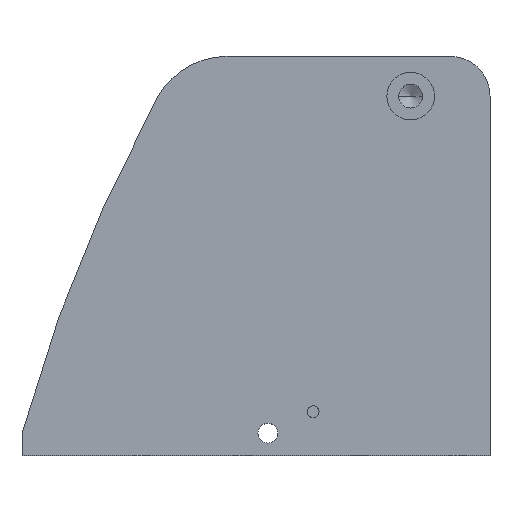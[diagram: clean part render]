
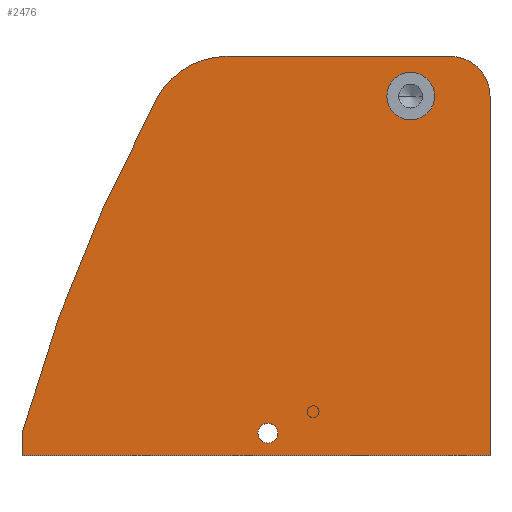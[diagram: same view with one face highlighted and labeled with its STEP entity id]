
A CAD part, top view. The second image highlights one B-rep face of the part: STEP entity #2476.
In plain terms, the highlighted planar face has unit normal (0, 0, 1).
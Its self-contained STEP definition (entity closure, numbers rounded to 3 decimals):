
#18 = DIRECTION ( 'NONE',  ( 0., 0., 1. ) ) ;
#34 = CARTESIAN_POINT ( 'NONE',  ( -50.884, 39.549, 7.5 ) ) ;
#45 = VERTEX_POINT ( 'NONE', #1171 ) ;
#47 = VERTEX_POINT ( 'NONE', #1920 ) ;
#153 = CARTESIAN_POINT ( 'NONE',  ( -85., -45., 7.5 ) ) ;
#158 = LINE ( 'NONE', #1884, #1782 ) ;
#171 = VERTEX_POINT ( 'NONE', #998 ) ;
#183 = ORIENTED_EDGE ( 'NONE', *, *, #1606, .T. ) ;
#253 = ORIENTED_EDGE ( 'NONE', *, *, #1836, .T. ) ;
#256 = ORIENTED_EDGE ( 'NONE', *, *, #1284, .T. ) ;
#276 = ORIENTED_EDGE ( 'NONE', *, *, #657, .F. ) ;
#361 = CARTESIAN_POINT ( 'NONE',  ( -20.5, -45., 7.5 ) ) ;
#367 = DIRECTION ( 'NONE',  ( 0., 0., 1. ) ) ;
#389 = VECTOR ( 'NONE', #407, 1000. ) ;
#407 = DIRECTION ( 'NONE',  ( 1., 0., 0. ) ) ;
#409 = CARTESIAN_POINT ( 'NONE',  ( -33.31, 30., 7.5 ) ) ;
#426 = AXIS2_PLACEMENT_3D ( 'NONE', #1892, #1499, #915 ) ;
#461 = CIRCLE ( 'NONE', #1991, 4. ) ;
#492 = CARTESIAN_POINT ( 'NONE',  ( 13., 40., 7.5 ) ) ;
#517 = LINE ( 'NONE', #873, #2527 ) ;
#593 = DIRECTION ( 'NONE',  ( 1., 0., 0. ) ) ;
#657 = EDGE_CURVE ( 'NONE', #660, #47, #1947, .T. ) ;
#660 = VERTEX_POINT ( 'NONE', #361 ) ;
#679 = EDGE_CURVE ( 'NONE', #45, #1637, #916, .T. ) ;
#684 = ORIENTED_EDGE ( 'NONE', *, *, #793, .F. ) ;
#748 = EDGE_LOOP ( 'NONE', ( #684, #2483 ) ) ;
#790 = DIRECTION ( 'NONE',  ( 0., 0., 1. ) ) ;
#793 = EDGE_CURVE ( 'NONE', #2170, #1187, #461, .T. ) ;
#835 = LINE ( 'NONE', #1247, #930 ) ;
#842 = ORIENTED_EDGE ( 'NONE', *, *, #679, .T. ) ;
#863 = CIRCLE ( 'NONE', #426, 10. ) ;
#865 = EDGE_CURVE ( 'NONE', #1187, #2170, #2225, .T. ) ;
#873 = CARTESIAN_POINT ( 'NONE',  ( -45., 50., 7.5 ) ) ;
#905 = DIRECTION ( 'NONE',  ( 0., 0., -1. ) ) ;
#915 = DIRECTION ( 'NONE',  ( -1., 0., 0. ) ) ;
#916 = LINE ( 'NONE', #1169, #389 ) ;
#930 = VECTOR ( 'NONE', #1625, 1000. ) ;
#937 = EDGE_LOOP ( 'NONE', ( #276, #1980 ) ) ;
#963 = CIRCLE ( 'NONE', #1704, 2.5 ) ;
#998 = CARTESIAN_POINT ( 'NONE',  ( -33.31, 50., 7.5 ) ) ;
#1028 = ORIENTED_EDGE ( 'NONE', *, *, #2495, .F. ) ;
#1086 = EDGE_LOOP ( 'NONE', ( #2397, #253, #256, #183, #1899, #1028, #842 ) ) ;
#1110 = DIRECTION ( 'NONE',  ( -1., 0., 0. ) ) ;
#1169 = CARTESIAN_POINT ( 'NONE',  ( -45., -50.6, 7.5 ) ) ;
#1171 = CARTESIAN_POINT ( 'NONE',  ( -85., -50.6, 7.5 ) ) ;
#1187 = VERTEX_POINT ( 'NONE', #1775 ) ;
#1202 = CARTESIAN_POINT ( 'NONE',  ( 33., -50.6, 7.5 ) ) ;
#1213 = VERTEX_POINT ( 'NONE', #1951 ) ;
#1247 = CARTESIAN_POINT ( 'NONE',  ( 33., -50.6, 7.5 ) ) ;
#1263 = CARTESIAN_POINT ( 'NONE',  ( 13., 40., 7.5 ) ) ;
#1284 = EDGE_CURVE ( 'NONE', #1213, #171, #517, .T. ) ;
#1300 = CARTESIAN_POINT ( 'NONE',  ( -45., 50., 7.5 ) ) ;
#1350 = AXIS2_PLACEMENT_3D ( 'NONE', #1300, #2072, #1110 ) ;
#1376 = CARTESIAN_POINT ( 'NONE',  ( -23., -45., 7.5 ) ) ;
#1382 = DIRECTION ( 'NONE',  ( 1., 0., 0. ) ) ;
#1405 = DIRECTION ( 'NONE',  ( -1., 0., 0. ) ) ;
#1499 = DIRECTION ( 'NONE',  ( 0., 0., 1. ) ) ;
#1536 = FACE_OUTER_BOUND ( 'NONE', #1086, .T. ) ;
#1584 = CIRCLE ( 'NONE', #2317, 20. ) ;
#1588 = CARTESIAN_POINT ( 'NONE',  ( -23., -45., 7.5 ) ) ;
#1606 = EDGE_CURVE ( 'NONE', #171, #1701, #1584, .T. ) ;
#1625 = DIRECTION ( 'NONE',  ( 0., 1., 0. ) ) ;
#1627 = DIRECTION ( 'NONE',  ( 1., 0., 0. ) ) ;
#1637 = VERTEX_POINT ( 'NONE', #1202 ) ;
#1654 = FACE_BOUND ( 'NONE', #937, .T. ) ;
#1679 = DIRECTION ( 'NONE',  ( 0., 1., 0. ) ) ;
#1681 = AXIS2_PLACEMENT_3D ( 'NONE', #1263, #2437, #1627 ) ;
#1701 = VERTEX_POINT ( 'NONE', #34 ) ;
#1704 = AXIS2_PLACEMENT_3D ( 'NONE', #1588, #18, #1382 ) ;
#1775 = CARTESIAN_POINT ( 'NONE',  ( 9., 40., 7.5 ) ) ;
#1782 = VECTOR ( 'NONE', #1679, 1000. ) ;
#1794 = VERTEX_POINT ( 'NONE', #153 ) ;
#1835 = DIRECTION ( 'NONE',  ( 0., 0., 1. ) ) ;
#1836 = EDGE_CURVE ( 'NONE', #2035, #1213, #863, .T. ) ;
#1855 = DIRECTION ( 'NONE',  ( 1., 0., 0. ) ) ;
#1884 = CARTESIAN_POINT ( 'NONE',  ( -85., -50.6, 7.5 ) ) ;
#1892 = CARTESIAN_POINT ( 'NONE',  ( 23., 40., 7.5 ) ) ;
#1899 = ORIENTED_EDGE ( 'NONE', *, *, #2473, .F. ) ;
#1920 = CARTESIAN_POINT ( 'NONE',  ( -25.5, -45., 7.5 ) ) ;
#1930 = CARTESIAN_POINT ( 'NONE',  ( 33., 40., 7.5 ) ) ;
#1947 = CIRCLE ( 'NONE', #2243, 2.5 ) ;
#1951 = CARTESIAN_POINT ( 'NONE',  ( 23., 50., 7.5 ) ) ;
#1980 = ORIENTED_EDGE ( 'NONE', *, *, #2042, .F. ) ;
#1991 = AXIS2_PLACEMENT_3D ( 'NONE', #492, #1835, #1855 ) ;
#2035 = VERTEX_POINT ( 'NONE', #1930 ) ;
#2042 = EDGE_CURVE ( 'NONE', #47, #660, #963, .T. ) ;
#2044 = AXIS2_PLACEMENT_3D ( 'NONE', #2056, #905, #2259 ) ;
#2056 = CARTESIAN_POINT ( 'NONE',  ( 300.581, -151.429, 7.5 ) ) ;
#2072 = DIRECTION ( 'NONE',  ( 0., 0., -1. ) ) ;
#2170 = VERTEX_POINT ( 'NONE', #2177 ) ;
#2177 = CARTESIAN_POINT ( 'NONE',  ( 17., 40., 7.5 ) ) ;
#2198 = EDGE_CURVE ( 'NONE', #1637, #2035, #835, .T. ) ;
#2203 = CIRCLE ( 'NONE', #2044, 400. ) ;
#2225 = CIRCLE ( 'NONE', #1681, 4. ) ;
#2232 = DIRECTION ( 'NONE',  ( -1., 0., 0. ) ) ;
#2243 = AXIS2_PLACEMENT_3D ( 'NONE', #1376, #367, #593 ) ;
#2259 = DIRECTION ( 'NONE',  ( -1., 0., 0. ) ) ;
#2261 = FACE_BOUND ( 'NONE', #748, .T. ) ;
#2280 = PLANE ( 'NONE',  #1350 ) ;
#2317 = AXIS2_PLACEMENT_3D ( 'NONE', #409, #790, #1405 ) ;
#2397 = ORIENTED_EDGE ( 'NONE', *, *, #2198, .T. ) ;
#2437 = DIRECTION ( 'NONE',  ( 0., 0., 1. ) ) ;
#2473 = EDGE_CURVE ( 'NONE', #1794, #1701, #2203, .T. ) ;
#2476 = ADVANCED_FACE ( 'NONE', ( #1654, #2261, #1536 ), #2280, .F. ) ;
#2483 = ORIENTED_EDGE ( 'NONE', *, *, #865, .F. ) ;
#2495 = EDGE_CURVE ( 'NONE', #45, #1794, #158, .T. ) ;
#2527 = VECTOR ( 'NONE', #2232, 1000. ) ;
